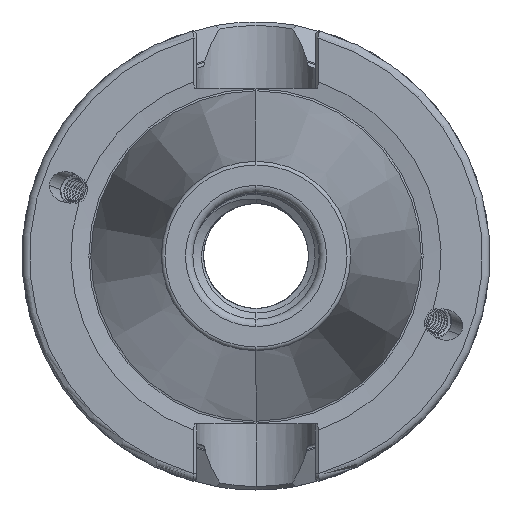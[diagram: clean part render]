
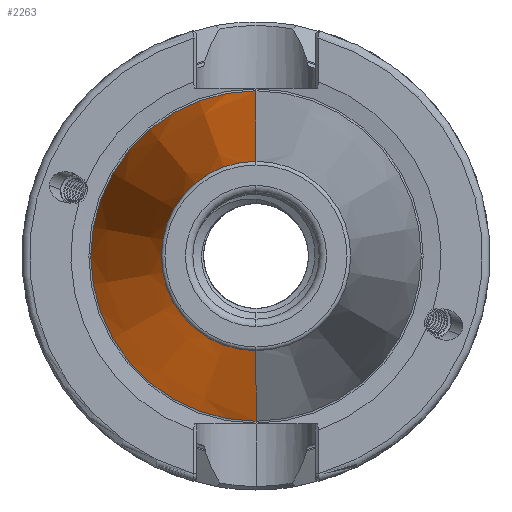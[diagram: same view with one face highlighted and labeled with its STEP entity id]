
A CAD part, left-side view. The second image highlights one B-rep face of the part: STEP entity #2263.
In plain terms, the highlighted conical face has half-angle 8.297 degrees and reference radius 22.24 mm.
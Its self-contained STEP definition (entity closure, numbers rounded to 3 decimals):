
#1033 = EDGE_CURVE ( 'NONE', #15650, #15633, #11280, .T. ) ;
#1052 = EDGE_CURVE ( 'NONE', #15633, #15616, #11312, .T. ) ;
#1058 = EDGE_CURVE ( 'NONE', #15627, #15616, #11267, .T. ) ;
#1060 = EDGE_CURVE ( 'NONE', #15650, #15627, #11270, .T. ) ;
#2263 = ADVANCED_FACE ( 'NONE', ( #11781 ), #11756, .T. ) ;
#2647 = CARTESIAN_POINT ( 'NONE',  ( -0.9, 0., -22.24 ) ) ;
#2664 = CARTESIAN_POINT ( 'NONE',  ( -65.972, 0., 12.75 ) ) ;
#2676 = CARTESIAN_POINT ( 'NONE',  ( -65.972, 0., -12.75 ) ) ;
#2684 = CARTESIAN_POINT ( 'NONE',  ( -0.9, 0., 22.24 ) ) ;
#7847 = DIRECTION ( 'NONE',  ( 1., 0., 0. ) ) ;
#7853 = DIRECTION ( 'NONE',  ( 0., 0., -1. ) ) ;
#7885 = CARTESIAN_POINT ( 'NONE',  ( -65.972, 0., 0. ) ) ;
#7960 = CARTESIAN_POINT ( 'NONE',  ( -0.9, 0., 22.24 ) ) ;
#7973 = DIRECTION ( 'NONE',  ( 0.99, 0., 0.144 ) ) ;
#7984 = CARTESIAN_POINT ( 'NONE',  ( -0.9, 0., -22.24 ) ) ;
#7999 = DIRECTION ( 'NONE',  ( 1., 0., 0. ) ) ;
#8003 = DIRECTION ( 'NONE',  ( 0.99, 0., -0.144 ) ) ;
#8019 = CARTESIAN_POINT ( 'NONE',  ( -0.9, 0., 0. ) ) ;
#8020 = DIRECTION ( 'NONE',  ( 0., 0., -1. ) ) ;
#11267 = CIRCLE ( 'NONE', #26494, 22.24 ) ;
#11270 = LINE ( 'NONE', #7984, #11271 ) ;
#11271 = VECTOR ( 'NONE', #8003, 1000. ) ;
#11280 = CIRCLE ( 'NONE', #26470, 12.75 ) ;
#11303 = VECTOR ( 'NONE', #7973, 1000. ) ;
#11312 = LINE ( 'NONE', #7960, #11303 ) ;
#11756 = CONICAL_SURFACE ( 'NONE', #26665, 22.24, 0.145 ) ;
#11781 = FACE_OUTER_BOUND ( 'NONE', #18870, .T. ) ;
#15616 = VERTEX_POINT ( 'NONE', #2684 ) ;
#15627 = VERTEX_POINT ( 'NONE', #2647 ) ;
#15633 = VERTEX_POINT ( 'NONE', #2664 ) ;
#15650 = VERTEX_POINT ( 'NONE', #2676 ) ;
#16501 = CARTESIAN_POINT ( 'NONE',  ( -0.9, 0., 0. ) ) ;
#16524 = DIRECTION ( 'NONE',  ( 0., 0., -1. ) ) ;
#16531 = DIRECTION ( 'NONE',  ( 1., 0., 0. ) ) ;
#18870 = EDGE_LOOP ( 'NONE', ( #19557, #19452, #19467, #19507 ) ) ;
#19452 = ORIENTED_EDGE ( 'NONE', *, *, #1052, .T. ) ;
#19467 = ORIENTED_EDGE ( 'NONE', *, *, #1058, .F. ) ;
#19507 = ORIENTED_EDGE ( 'NONE', *, *, #1060, .F. ) ;
#19557 = ORIENTED_EDGE ( 'NONE', *, *, #1033, .T. ) ;
#26470 = AXIS2_PLACEMENT_3D ( 'NONE', #7885, #7847, #7853 ) ;
#26494 = AXIS2_PLACEMENT_3D ( 'NONE', #8019, #7999, #8020 ) ;
#26665 = AXIS2_PLACEMENT_3D ( 'NONE', #16501, #16531, #16524 ) ;
